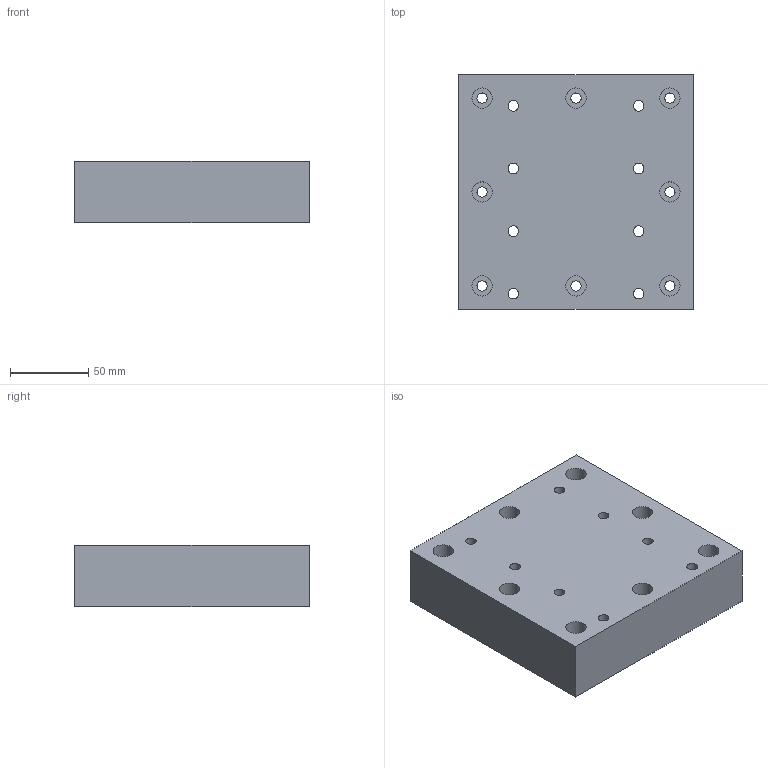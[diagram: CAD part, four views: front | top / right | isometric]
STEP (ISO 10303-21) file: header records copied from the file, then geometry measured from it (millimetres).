
FILE_DESCRIPTION(/* description */ (''),/* implementation_level */ '2;1');
FILE_NAME(/* name */ 'Mount TL to Yaw-Sway Top - Middle Frame.step',/* time_stamp */ '2021-11-13T13:45:26+01:00',/* author */ (''),/* organization */ (''),/* preprocessor_version */ 'ST-DEVELOPER v18.1',/* originating_system */ 'Autodesk Translation Framework v10.10.0.1391',/* authorisation */ '');
FILE_SCHEMA (('AUTOMOTIVE_DESIGN { 1 0 10303 214 3 1 1 }'));
Length unit declared in the file: millimetre
Products named in the file (1): Mount TL to Yaw-Sway Top / Middle Frame (1) (1)
Bounding box: 150 x 150 x 39.5 mm (x, y, z)
Volume: 844463.4 mm3; surface area: 85361.2 mm2
Topology: 1 solids, 1 shells, 38 faces, 84 edges, 56 vertices
Faces by surface type: cylinder 24, plane 14
Full cylindrical faces by diameter (mm): 6.6 x8, 6.779 x8, 13 x8
Entity records: 1173 total; most frequent: DIRECTION 210, CARTESIAN_POINT 179, ORIENTED_EDGE 168, AXIS2_PLACEMENT_3D 87, EDGE_CURVE 84, EDGE_LOOP 78, VERTEX_POINT 56, CIRCLE 48
